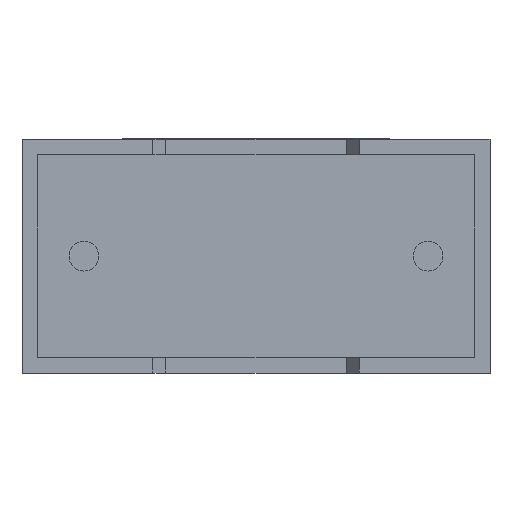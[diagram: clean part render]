
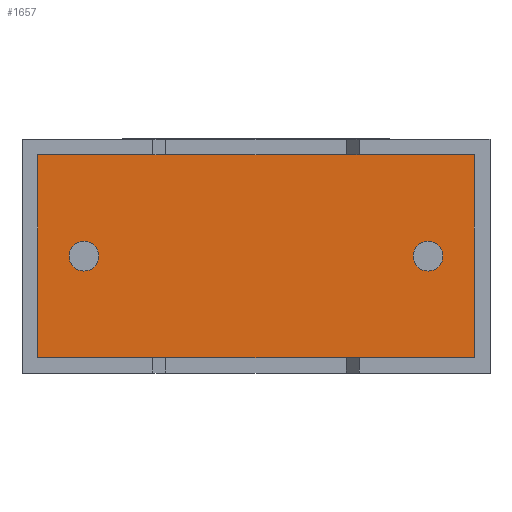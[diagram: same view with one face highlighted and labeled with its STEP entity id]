
A CAD part, front view. The second image highlights one B-rep face of the part: STEP entity #1657.
In plain terms, the highlighted planar face has unit normal (0, -1, 0).
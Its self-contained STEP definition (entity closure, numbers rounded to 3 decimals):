
#31 = ORIENTED_EDGE ( 'NONE', *, *, #2289, .T. ) ;
#87 = DIRECTION ( 'NONE',  ( 0., -1., 0. ) ) ;
#110 = CIRCLE ( 'NONE', #1301, 0.325 ) ;
#155 = CARTESIAN_POINT ( 'NONE',  ( 1.35, 0.75, 2.55 ) ) ;
#184 = DIRECTION ( 'NONE',  ( 0., -1., 0. ) ) ;
#203 = AXIS2_PLACEMENT_3D ( 'NONE', #3003, #184, #2522 ) ;
#244 = VERTEX_POINT ( 'NONE', #496 ) ;
#253 = AXIS2_PLACEMENT_3D ( 'NONE', #814, #1050, #1519 ) ;
#255 = VECTOR ( 'NONE', #1546, 1000. ) ;
#273 = DIRECTION ( 'NONE',  ( 0., 0., -1. ) ) ;
#287 = CARTESIAN_POINT ( 'NONE',  ( 1.35, 0.75, 2.55 ) ) ;
#325 = ORIENTED_EDGE ( 'NONE', *, *, #2438, .F. ) ;
#349 = VERTEX_POINT ( 'NONE', #2337 ) ;
#353 = LINE ( 'NONE', #1367, #2178 ) ;
#385 = ORIENTED_EDGE ( 'NONE', *, *, #2707, .F. ) ;
#410 = DIRECTION ( 'NONE',  ( 0., -1., 0. ) ) ;
#496 = CARTESIAN_POINT ( 'NONE',  ( 9.86, 0.75, 4.76 ) ) ;
#542 = EDGE_CURVE ( 'NONE', #2182, #703, #2412, .T. ) ;
#550 = DIRECTION ( 'NONE',  ( 0., -1., 0. ) ) ;
#703 = VERTEX_POINT ( 'NONE', #1548 ) ;
#757 = DIRECTION ( 'NONE',  ( -1., 0., 0. ) ) ;
#761 = VERTEX_POINT ( 'NONE', #2025 ) ;
#804 = ORIENTED_EDGE ( 'NONE', *, *, #2579, .T. ) ;
#814 = CARTESIAN_POINT ( 'NONE',  ( 0., 0.75, 0. ) ) ;
#825 = CIRCLE ( 'NONE', #1172, 0.325 ) ;
#878 = VECTOR ( 'NONE', #757, 1000. ) ;
#915 = ORIENTED_EDGE ( 'NONE', *, *, #1198, .T. ) ;
#958 = DIRECTION ( 'NONE',  ( 0., 0., -1. ) ) ;
#979 = CARTESIAN_POINT ( 'NONE',  ( 9.86, 0.75, 4.76 ) ) ;
#985 = CIRCLE ( 'NONE', #203, 0.325 ) ;
#1031 = VECTOR ( 'NONE', #958, 1000. ) ;
#1050 = DIRECTION ( 'NONE',  ( 0., -1., 0. ) ) ;
#1122 = CARTESIAN_POINT ( 'NONE',  ( 0.34, 0.75, 0.34 ) ) ;
#1152 = CARTESIAN_POINT ( 'NONE',  ( 1.35, 0.75, 2.875 ) ) ;
#1169 = CARTESIAN_POINT ( 'NONE',  ( 8.85, 0.75, 2.225 ) ) ;
#1172 = AXIS2_PLACEMENT_3D ( 'NONE', #287, #87, #273 ) ;
#1180 = FACE_BOUND ( 'NONE', #1312, .T. ) ;
#1187 = CIRCLE ( 'NONE', #3025, 0.325 ) ;
#1198 = EDGE_CURVE ( 'NONE', #244, #2182, #2416, .T. ) ;
#1205 = EDGE_LOOP ( 'NONE', ( #2197, #31, #804, #915 ) ) ;
#1227 = FACE_BOUND ( 'NONE', #1654, .T. ) ;
#1239 = ORIENTED_EDGE ( 'NONE', *, *, #1405, .F. ) ;
#1301 = AXIS2_PLACEMENT_3D ( 'NONE', #2658, #550, #2880 ) ;
#1312 = EDGE_LOOP ( 'NONE', ( #325, #1454 ) ) ;
#1364 = DIRECTION ( 'NONE',  ( 0., 0., -1. ) ) ;
#1367 = CARTESIAN_POINT ( 'NONE',  ( 9.86, 0.75, 0.34 ) ) ;
#1405 = EDGE_CURVE ( 'NONE', #2601, #761, #1187, .T. ) ;
#1443 = EDGE_CURVE ( 'NONE', #2346, #2101, #985, .T. ) ;
#1454 = ORIENTED_EDGE ( 'NONE', *, *, #1443, .F. ) ;
#1519 = DIRECTION ( 'NONE',  ( 0., 0., -1. ) ) ;
#1546 = DIRECTION ( 'NONE',  ( 1., 0., 0. ) ) ;
#1548 = CARTESIAN_POINT ( 'NONE',  ( 0.34, 0.75, 0.34 ) ) ;
#1654 = EDGE_LOOP ( 'NONE', ( #1239, #385 ) ) ;
#1655 = FACE_OUTER_BOUND ( 'NONE', #1205, .T. ) ;
#1657 = ADVANCED_FACE ( 'NONE', ( #1180, #1655, #1227 ), #2165, .T. ) ;
#1737 = CARTESIAN_POINT ( 'NONE',  ( 8.85, 0.75, 2.875 ) ) ;
#1822 = DIRECTION ( 'NONE',  ( 0., 0., 1. ) ) ;
#2007 = CARTESIAN_POINT ( 'NONE',  ( 0.34, 0.75, 4.76 ) ) ;
#2025 = CARTESIAN_POINT ( 'NONE',  ( 1.35, 0.75, 2.225 ) ) ;
#2101 = VERTEX_POINT ( 'NONE', #1737 ) ;
#2165 = PLANE ( 'NONE',  #253 ) ;
#2178 = VECTOR ( 'NONE', #1822, 1000. ) ;
#2182 = VERTEX_POINT ( 'NONE', #2007 ) ;
#2197 = ORIENTED_EDGE ( 'NONE', *, *, #542, .T. ) ;
#2289 = EDGE_CURVE ( 'NONE', #703, #349, #2328, .T. ) ;
#2328 = LINE ( 'NONE', #1122, #255 ) ;
#2337 = CARTESIAN_POINT ( 'NONE',  ( 9.86, 0.75, 0.34 ) ) ;
#2346 = VERTEX_POINT ( 'NONE', #1169 ) ;
#2412 = LINE ( 'NONE', #2576, #1031 ) ;
#2416 = LINE ( 'NONE', #979, #878 ) ;
#2438 = EDGE_CURVE ( 'NONE', #2101, #2346, #110, .T. ) ;
#2522 = DIRECTION ( 'NONE',  ( 0., 0., -1. ) ) ;
#2576 = CARTESIAN_POINT ( 'NONE',  ( 0.34, 0.75, 4.76 ) ) ;
#2579 = EDGE_CURVE ( 'NONE', #349, #244, #353, .T. ) ;
#2601 = VERTEX_POINT ( 'NONE', #1152 ) ;
#2658 = CARTESIAN_POINT ( 'NONE',  ( 8.85, 0.75, 2.55 ) ) ;
#2707 = EDGE_CURVE ( 'NONE', #761, #2601, #825, .T. ) ;
#2880 = DIRECTION ( 'NONE',  ( 0., 0., -1. ) ) ;
#3003 = CARTESIAN_POINT ( 'NONE',  ( 8.85, 0.75, 2.55 ) ) ;
#3025 = AXIS2_PLACEMENT_3D ( 'NONE', #155, #410, #1364 ) ;
